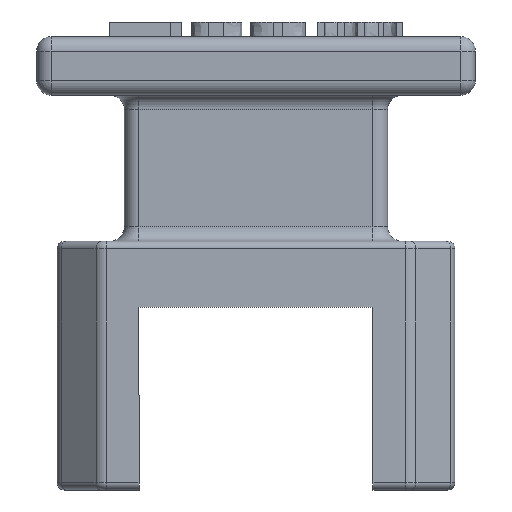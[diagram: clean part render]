
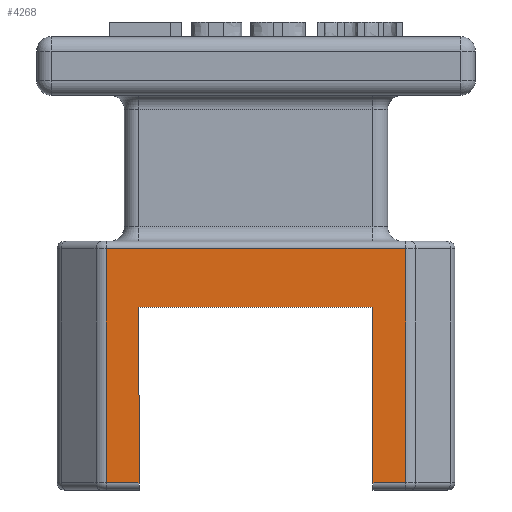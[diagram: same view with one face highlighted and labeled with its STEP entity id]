
A CAD part, front view. The second image highlights one B-rep face of the part: STEP entity #4268.
In plain terms, the highlighted planar face has unit normal (0, -1, 0).
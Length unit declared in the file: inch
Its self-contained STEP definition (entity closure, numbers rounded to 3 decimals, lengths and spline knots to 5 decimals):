
#2 = VERTEX_POINT ( 'NONE', #4205 ) ;
#2406 = AXIS2_PLACEMENT_3D ( 'NONE', #2457, #2456, #2455 ) ;
#2451 = DIRECTION ( 'NONE',  ( 0., 0., 1. ) ) ;
#2452 = VECTOR ( 'NONE', #2451, 39.37008 ) ;
#2455 = DIRECTION ( 'NONE',  ( 1., 0., 0. ) ) ;
#2456 = DIRECTION ( 'NONE',  ( 0., -1., 0. ) ) ;
#2457 = CARTESIAN_POINT ( 'NONE',  ( 0.10241, 0., -0.17 ) ) ;
#2458 = LINE ( 'NONE', #2465, #2452 ) ;
#2464 = FACE_OUTER_BOUND ( 'NONE', #4381, .T. ) ;
#2465 = CARTESIAN_POINT ( 'NONE',  ( 0.10241, 0., -0.17 ) ) ;
#2466 = PLANE ( 'NONE',  #2406 ) ;
#2581 = CARTESIAN_POINT ( 'NONE',  ( 0.10241, 0., -0.005 ) ) ;
#2751 = CARTESIAN_POINT ( 'NONE',  ( 0.08, 0., -0.045 ) ) ;
#2782 = DIRECTION ( 'NONE',  ( 0., 0., -1. ) ) ;
#2783 = VECTOR ( 'NONE', #2782, 39.37008 ) ;
#2784 = CARTESIAN_POINT ( 'NONE',  ( -0.08, 0., 0.1308 ) ) ;
#2785 = LINE ( 'NONE', #2784, #2783 ) ;
#2807 = LINE ( 'NONE', #2844, #2843 ) ;
#2811 = DIRECTION ( 'NONE',  ( -1., 0., 0. ) ) ;
#2812 = VECTOR ( 'NONE', #2811, 39.37008 ) ;
#2813 = CARTESIAN_POINT ( 'NONE',  ( 0.10241, 0., -0.005 ) ) ;
#2814 = LINE ( 'NONE', #2813, #2812 ) ;
#2816 = CARTESIAN_POINT ( 'NONE',  ( -0.10241, 0., -0.165 ) ) ;
#2832 = CARTESIAN_POINT ( 'NONE',  ( -0.10241, 0., -0.005 ) ) ;
#2835 = DIRECTION ( 'NONE',  ( 0., 0., 1. ) ) ;
#2836 = VECTOR ( 'NONE', #2835, 39.37008 ) ;
#2837 = CARTESIAN_POINT ( 'NONE',  ( -0.10241, 0., -0.17 ) ) ;
#2838 = LINE ( 'NONE', #2837, #2836 ) ;
#2839 = CARTESIAN_POINT ( 'NONE',  ( 0.08, 0., 0.1308 ) ) ;
#2840 = LINE ( 'NONE', #2839, #2893 ) ;
#2841 = CARTESIAN_POINT ( 'NONE',  ( -0.08, 0., -0.165 ) ) ;
#2842 = DIRECTION ( 'NONE',  ( 1., 0., 0. ) ) ;
#2843 = VECTOR ( 'NONE', #2842, 39.37008 ) ;
#2844 = CARTESIAN_POINT ( 'NONE',  ( 0.10241, 0., -0.165 ) ) ;
#2848 = CARTESIAN_POINT ( 'NONE',  ( -0.08, 0., -0.045 ) ) ;
#2849 = DIRECTION ( 'NONE',  ( 1., 0., 0. ) ) ;
#2850 = VECTOR ( 'NONE', #2849, 39.37008 ) ;
#2851 = CARTESIAN_POINT ( 'NONE',  ( 0.08, 0., -0.045 ) ) ;
#2855 = LINE ( 'NONE', #2851, #2850 ) ;
#2892 = DIRECTION ( 'NONE',  ( 0., 0., -1. ) ) ;
#2893 = VECTOR ( 'NONE', #2892, 39.37008 ) ;
#4026 = CARTESIAN_POINT ( 'NONE',  ( 0.10241, 0., -0.165 ) ) ;
#4043 = LINE ( 'NONE', #4046, #4099 ) ;
#4045 = DIRECTION ( 'NONE',  ( 1., 0., 0. ) ) ;
#4046 = CARTESIAN_POINT ( 'NONE',  ( 0.10241, 0., -0.165 ) ) ;
#4099 = VECTOR ( 'NONE', #4045, 39.37008 ) ;
#4205 = CARTESIAN_POINT ( 'NONE',  ( 0.08, 0., -0.165 ) ) ;
#4219 = ORIENTED_EDGE ( 'NONE', *, *, #4492, .T. ) ;
#4268 = ADVANCED_FACE ( 'NONE', ( #2464 ), #2466, .T. ) ;
#4269 = EDGE_CURVE ( 'NONE', #5165, #4333, #2458, .T. ) ;
#4333 = VERTEX_POINT ( 'NONE', #2581 ) ;
#4381 = EDGE_LOOP ( 'NONE', ( #4219, #4466, #4487, #4485, #4451, #4453, #4489, #4454 ) ) ;
#4450 = VERTEX_POINT ( 'NONE', #2751 ) ;
#4451 = ORIENTED_EDGE ( 'NONE', *, *, #4484, .F. ) ;
#4452 = EDGE_CURVE ( 'NONE', #4493, #4486, #2785, .T. ) ;
#4453 = ORIENTED_EDGE ( 'NONE', *, *, #4482, .T. ) ;
#4454 = ORIENTED_EDGE ( 'NONE', *, *, #4478, .T. ) ;
#4464 = VERTEX_POINT ( 'NONE', #2832 ) ;
#4465 = EDGE_CURVE ( 'NONE', #4333, #4464, #2814, .T. ) ;
#4466 = ORIENTED_EDGE ( 'NONE', *, *, #5187, .T. ) ;
#4467 = VERTEX_POINT ( 'NONE', #2816 ) ;
#4478 = EDGE_CURVE ( 'NONE', #4493, #4450, #2855, .T. ) ;
#4482 = EDGE_CURVE ( 'NONE', #4467, #4486, #2807, .T. ) ;
#4484 = EDGE_CURVE ( 'NONE', #4467, #4464, #2838, .T. ) ;
#4485 = ORIENTED_EDGE ( 'NONE', *, *, #4465, .T. ) ;
#4486 = VERTEX_POINT ( 'NONE', #2841 ) ;
#4487 = ORIENTED_EDGE ( 'NONE', *, *, #4269, .T. ) ;
#4489 = ORIENTED_EDGE ( 'NONE', *, *, #4452, .F. ) ;
#4492 = EDGE_CURVE ( 'NONE', #4450, #2, #2840, .T. ) ;
#4493 = VERTEX_POINT ( 'NONE', #2848 ) ;
#5165 = VERTEX_POINT ( 'NONE', #4026 ) ;
#5187 = EDGE_CURVE ( 'NONE', #2, #5165, #4043, .T. ) ;
